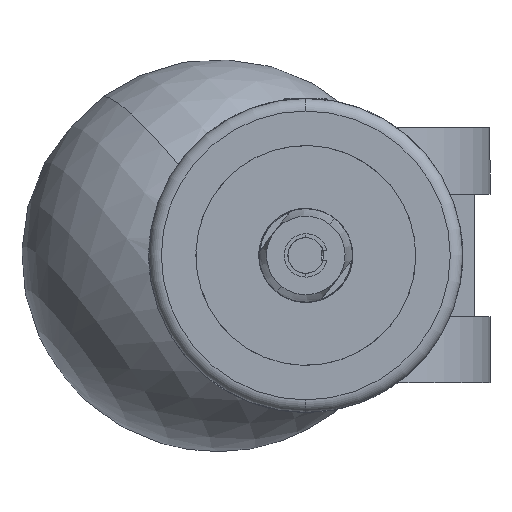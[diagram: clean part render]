
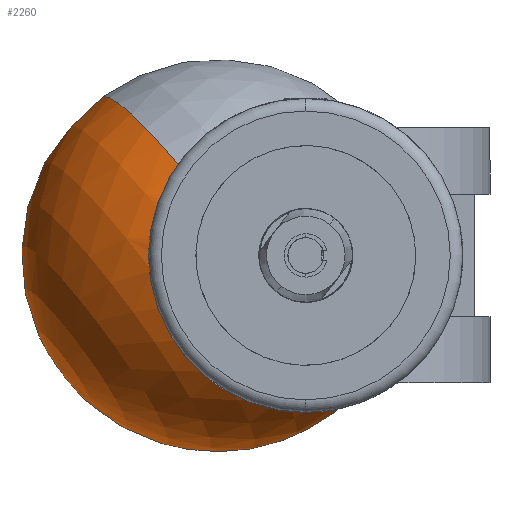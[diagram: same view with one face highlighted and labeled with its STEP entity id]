
A CAD part, left-side view. The second image highlights one B-rep face of the part: STEP entity #2260.
In plain terms, the highlighted spherical face has radius 15.875 mm.
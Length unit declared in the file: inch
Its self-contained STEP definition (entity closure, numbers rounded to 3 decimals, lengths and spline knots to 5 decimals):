
#226 = CARTESIAN_POINT ( 'NONE',  ( 5.72539, 0.28004, 0. ) ) ;
#501 = CARTESIAN_POINT ( 'NONE',  ( 5.15962, 0.19044, 0. ) ) ;
#625 = EDGE_CURVE ( 'NONE', #6841, #3491, #6439, .T. ) ;
#1722 = DIRECTION ( 'NONE',  ( 0.092, -0.578, -0.811 ) ) ;
#1948 = CIRCLE ( 'NONE', #12524, 0.625 ) ;
#2260 = ADVANCED_FACE ( 'NONE', ( #4702 ), #9052, .T. ) ;
#2527 = DIRECTION ( 'NONE',  ( 0.127, -0.801, 0.585 ) ) ;
#3185 = DIRECTION ( 'NONE',  ( -0.127, 0.801, -0.585 ) ) ;
#3491 = VERTEX_POINT ( 'NONE', #11822 ) ;
#3874 = AXIS2_PLACEMENT_3D ( 'NONE', #501, #9161, #5900 ) ;
#4099 = DIRECTION ( 'NONE',  ( 0., 0.59, 0.808 ) ) ;
#4524 = AXIS2_PLACEMENT_3D ( 'NONE', #13277, #6056, #1722 ) ;
#4702 = FACE_OUTER_BOUND ( 'NONE', #12528, .T. ) ;
#4968 = ORIENTED_EDGE ( 'NONE', *, *, #625, .T. ) ;
#5005 = EDGE_CURVE ( 'NONE', #3491, #10668, #8068, .T. ) ;
#5346 = DIRECTION ( 'NONE',  ( 0., -0.59, -0.808 ) ) ;
#5414 = DIRECTION ( 'NONE',  ( 0.127, -0.801, 0.585 ) ) ;
#5900 = DIRECTION ( 'NONE',  ( 0.127, -0.801, 0.585 ) ) ;
#6056 = DIRECTION ( 'NONE',  ( 0.127, -0.801, 0.585 ) ) ;
#6439 = CIRCLE ( 'NONE', #13324, 0.25 ) ;
#6841 = VERTEX_POINT ( 'NONE', #7616 ) ;
#6864 = CARTESIAN_POINT ( 'NONE',  ( 6.3427, 0.37782, 0. ) ) ;
#6892 = VERTEX_POINT ( 'NONE', #6864 ) ;
#7095 = ORIENTED_EDGE ( 'NONE', *, *, #5005, .T. ) ;
#7616 = CARTESIAN_POINT ( 'NONE',  ( 5.1825, 0.04597, -0.20274 ) ) ;
#7916 = ORIENTED_EDGE ( 'NONE', *, *, #8936, .F. ) ;
#8068 = CIRCLE ( 'NONE', #3874, 0.25 ) ;
#8223 = CIRCLE ( 'NONE', #9109, 0.625 ) ;
#8475 = CARTESIAN_POINT ( 'NONE',  ( 5.72539, 0.28004, 0. ) ) ;
#8835 = CARTESIAN_POINT ( 'NONE',  ( 5.15962, 0.19044, 0. ) ) ;
#8936 = EDGE_CURVE ( 'NONE', #6892, #10668, #1948, .T. ) ;
#9052 = SPHERICAL_SURFACE ( 'NONE', #4524, 0.625 ) ;
#9109 = AXIS2_PLACEMENT_3D ( 'NONE', #8475, #3185, #4099 ) ;
#9161 = DIRECTION ( 'NONE',  ( 0.988, 0.156, 0. ) ) ;
#10668 = VERTEX_POINT ( 'NONE', #11401 ) ;
#11094 = DIRECTION ( 'NONE',  ( 0.988, 0.156, 0. ) ) ;
#11401 = CARTESIAN_POINT ( 'NONE',  ( 5.13674, 0.3349, 0.20274 ) ) ;
#11822 = CARTESIAN_POINT ( 'NONE',  ( 5.12791, 0.39068, -0.14627 ) ) ;
#12524 = AXIS2_PLACEMENT_3D ( 'NONE', #226, #5414, #5346 ) ;
#12528 = EDGE_LOOP ( 'NONE', ( #7916, #13479, #4968, #7095 ) ) ;
#13235 = EDGE_CURVE ( 'NONE', #6892, #6841, #8223, .T. ) ;
#13277 = CARTESIAN_POINT ( 'NONE',  ( 5.72539, 0.28004, 0. ) ) ;
#13324 = AXIS2_PLACEMENT_3D ( 'NONE', #8835, #11094, #2527 ) ;
#13479 = ORIENTED_EDGE ( 'NONE', *, *, #13235, .T. ) ;
